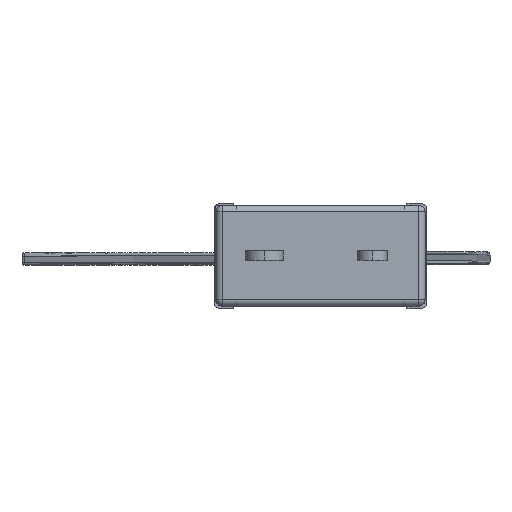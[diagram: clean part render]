
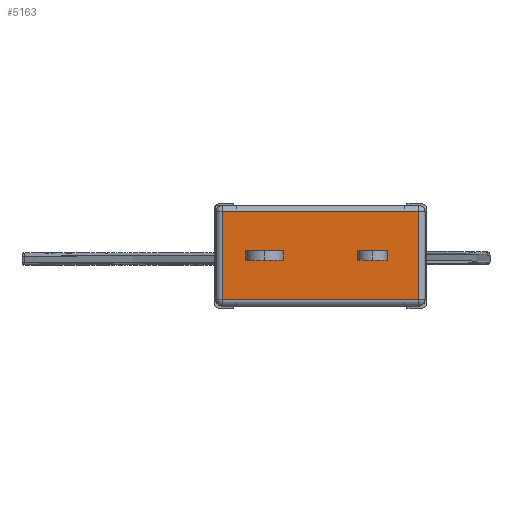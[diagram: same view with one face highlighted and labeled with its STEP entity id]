
A CAD part, top view. The second image highlights one B-rep face of the part: STEP entity #5163.
In plain terms, the highlighted planar face has unit normal (0, 0, 1).
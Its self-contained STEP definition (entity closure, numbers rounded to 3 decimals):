
#86 = ORIENTED_EDGE ( 'NONE', *, *, #4077, .F. ) ;
#166 = FACE_OUTER_BOUND ( 'NONE', #5211, .T. ) ;
#383 = CARTESIAN_POINT ( 'NONE',  ( -2.955, 4.41, 9.5 ) ) ;
#398 = DIRECTION ( 'NONE',  ( -1., 0., 0. ) ) ;
#411 = ORIENTED_EDGE ( 'NONE', *, *, #3996, .T. ) ;
#470 = LINE ( 'NONE', #4019, #2809 ) ;
#619 = ORIENTED_EDGE ( 'NONE', *, *, #5700, .F. ) ;
#831 = ORIENTED_EDGE ( 'NONE', *, *, #2845, .T. ) ;
#876 = VECTOR ( 'NONE', #10336, 1000. ) ;
#925 = EDGE_LOOP ( 'NONE', ( #619, #7170, #5681, #9899 ) ) ;
#942 = EDGE_CURVE ( 'NONE', #9751, #6013, #3103, .T. ) ;
#976 = LINE ( 'NONE', #2597, #7569 ) ;
#1048 = DIRECTION ( 'NONE',  ( 0., -1., 0. ) ) ;
#1138 = ORIENTED_EDGE ( 'NONE', *, *, #5527, .F. ) ;
#1335 = CARTESIAN_POINT ( 'NONE',  ( -8.375, 7.55, 9.5 ) ) ;
#1381 = VERTEX_POINT ( 'NONE', #5981 ) ;
#1818 = VECTOR ( 'NONE', #8407, 1000. ) ;
#1850 = CARTESIAN_POINT ( 'NONE',  ( -7.875, 8.05, 9.5 ) ) ;
#1958 = VERTEX_POINT ( 'NONE', #7914 ) ;
#2030 = CARTESIAN_POINT ( 'NONE',  ( -2.955, 3.64, 9.5 ) ) ;
#2051 = CARTESIAN_POINT ( 'NONE',  ( -8.375, 0.5, 9.5 ) ) ;
#2158 = VERTEX_POINT ( 'NONE', #3655 ) ;
#2227 = LINE ( 'NONE', #9280, #1818 ) ;
#2326 = VECTOR ( 'NONE', #5801, 1000. ) ;
#2597 = CARTESIAN_POINT ( 'NONE',  ( -6.005, 4.41, 9.5 ) ) ;
#2619 = VECTOR ( 'NONE', #8074, 1000. ) ;
#2627 = DIRECTION ( 'NONE',  ( -1., 0., 0. ) ) ;
#2733 = DIRECTION ( 'NONE',  ( -1., 0., 0. ) ) ;
#2809 = VECTOR ( 'NONE', #9789, 1000. ) ;
#2845 = EDGE_CURVE ( 'NONE', #1958, #5074, #8675, .T. ) ;
#3098 = VERTEX_POINT ( 'NONE', #5766 ) ;
#3103 = LINE ( 'NONE', #1335, #2326 ) ;
#3145 = VECTOR ( 'NONE', #4281, 1000. ) ;
#3344 = AXIS2_PLACEMENT_3D ( 'NONE', #4221, #4369, #2733 ) ;
#3474 = VERTEX_POINT ( 'NONE', #7334 ) ;
#3655 = CARTESIAN_POINT ( 'NONE',  ( -6.005, 3.64, 9.5 ) ) ;
#3885 = EDGE_CURVE ( 'NONE', #2158, #6803, #470, .T. ) ;
#3983 = CARTESIAN_POINT ( 'NONE',  ( 5.349, 4.41, 9.5 ) ) ;
#3996 = EDGE_CURVE ( 'NONE', #5074, #9751, #10451, .T. ) ;
#4019 = CARTESIAN_POINT ( 'NONE',  ( -6.005, 3.64, 9.5 ) ) ;
#4077 = EDGE_CURVE ( 'NONE', #3098, #2158, #976, .T. ) ;
#4177 = CARTESIAN_POINT ( 'NONE',  ( 2.999, 4.41, 9.5 ) ) ;
#4221 = CARTESIAN_POINT ( 'NONE',  ( -8.375, 8.05, 9.5 ) ) ;
#4267 = CARTESIAN_POINT ( 'NONE',  ( 5.349, 4.41, 9.5 ) ) ;
#4281 = DIRECTION ( 'NONE',  ( 0., -1., 0. ) ) ;
#4363 = CARTESIAN_POINT ( 'NONE',  ( 2.999, 4.41, 9.5 ) ) ;
#4369 = DIRECTION ( 'NONE',  ( 0., 0., -1. ) ) ;
#4441 = ORIENTED_EDGE ( 'NONE', *, *, #942, .T. ) ;
#4628 = VERTEX_POINT ( 'NONE', #4267 ) ;
#4928 = VERTEX_POINT ( 'NONE', #383 ) ;
#5035 = CARTESIAN_POINT ( 'NONE',  ( 2.999, 3.64, 9.5 ) ) ;
#5074 = VERTEX_POINT ( 'NONE', #8986 ) ;
#5122 = PLANE ( 'NONE',  #3344 ) ;
#5163 = ADVANCED_FACE ( 'NONE', ( #6533, #166, #8088 ), #5122, .F. ) ;
#5211 = EDGE_LOOP ( 'NONE', ( #831, #411, #4441, #9782 ) ) ;
#5354 = LINE ( 'NONE', #1850, #3145 ) ;
#5527 = EDGE_CURVE ( 'NONE', #4928, #3098, #6127, .T. ) ;
#5585 = VECTOR ( 'NONE', #2627, 1000. ) ;
#5624 = DIRECTION ( 'NONE',  ( 1., 0., 0. ) ) ;
#5681 = ORIENTED_EDGE ( 'NONE', *, *, #6889, .F. ) ;
#5686 = EDGE_CURVE ( 'NONE', #6013, #1958, #5354, .T. ) ;
#5698 = CARTESIAN_POINT ( 'NONE',  ( 7.875, 8.05, 9.5 ) ) ;
#5700 = EDGE_CURVE ( 'NONE', #1381, #8449, #7302, .T. ) ;
#5766 = CARTESIAN_POINT ( 'NONE',  ( -6.005, 4.41, 9.5 ) ) ;
#5794 = DIRECTION ( 'NONE',  ( 0., 1., 0. ) ) ;
#5801 = DIRECTION ( 'NONE',  ( -1., 0., 0. ) ) ;
#5873 = EDGE_LOOP ( 'NONE', ( #86, #1138, #9759, #8836 ) ) ;
#5981 = CARTESIAN_POINT ( 'NONE',  ( 2.999, 4.41, 9.5 ) ) ;
#6013 = VERTEX_POINT ( 'NONE', #9074 ) ;
#6127 = LINE ( 'NONE', #10335, #8073 ) ;
#6252 = LINE ( 'NONE', #6415, #6902 ) ;
#6415 = CARTESIAN_POINT ( 'NONE',  ( 2.999, 3.64, 9.5 ) ) ;
#6533 = FACE_BOUND ( 'NONE', #5873, .T. ) ;
#6769 = LINE ( 'NONE', #3983, #2619 ) ;
#6803 = VERTEX_POINT ( 'NONE', #2030 ) ;
#6830 = VECTOR ( 'NONE', #5794, 1000. ) ;
#6889 = EDGE_CURVE ( 'NONE', #3474, #4628, #6769, .T. ) ;
#6902 = VECTOR ( 'NONE', #5624, 1000. ) ;
#6949 = EDGE_CURVE ( 'NONE', #8449, #3474, #6252, .T. ) ;
#7170 = ORIENTED_EDGE ( 'NONE', *, *, #10729, .F. ) ;
#7302 = LINE ( 'NONE', #4363, #7828 ) ;
#7334 = CARTESIAN_POINT ( 'NONE',  ( 5.349, 3.64, 9.5 ) ) ;
#7569 = VECTOR ( 'NONE', #8393, 1000. ) ;
#7678 = CARTESIAN_POINT ( 'NONE',  ( 7.875, 7.55, 9.5 ) ) ;
#7828 = VECTOR ( 'NONE', #1048, 1000. ) ;
#7914 = CARTESIAN_POINT ( 'NONE',  ( -7.875, 0.5, 9.5 ) ) ;
#8073 = VECTOR ( 'NONE', #398, 1000. ) ;
#8074 = DIRECTION ( 'NONE',  ( 0., 1., 0. ) ) ;
#8088 = FACE_BOUND ( 'NONE', #925, .T. ) ;
#8393 = DIRECTION ( 'NONE',  ( 0., -1., 0. ) ) ;
#8407 = DIRECTION ( 'NONE',  ( 0., 1., 0. ) ) ;
#8449 = VERTEX_POINT ( 'NONE', #5035 ) ;
#8675 = LINE ( 'NONE', #2051, #876 ) ;
#8836 = ORIENTED_EDGE ( 'NONE', *, *, #3885, .F. ) ;
#8986 = CARTESIAN_POINT ( 'NONE',  ( 7.875, 0.5, 9.5 ) ) ;
#9074 = CARTESIAN_POINT ( 'NONE',  ( -7.875, 7.55, 9.5 ) ) ;
#9280 = CARTESIAN_POINT ( 'NONE',  ( -2.955, 4.41, 9.5 ) ) ;
#9719 = EDGE_CURVE ( 'NONE', #6803, #4928, #2227, .T. ) ;
#9726 = LINE ( 'NONE', #4177, #5585 ) ;
#9751 = VERTEX_POINT ( 'NONE', #7678 ) ;
#9759 = ORIENTED_EDGE ( 'NONE', *, *, #9719, .F. ) ;
#9782 = ORIENTED_EDGE ( 'NONE', *, *, #5686, .T. ) ;
#9789 = DIRECTION ( 'NONE',  ( 1., 0., 0. ) ) ;
#9899 = ORIENTED_EDGE ( 'NONE', *, *, #6949, .F. ) ;
#10335 = CARTESIAN_POINT ( 'NONE',  ( -6.005, 4.41, 9.5 ) ) ;
#10336 = DIRECTION ( 'NONE',  ( 1., 0., 0. ) ) ;
#10451 = LINE ( 'NONE', #5698, #6830 ) ;
#10729 = EDGE_CURVE ( 'NONE', #4628, #1381, #9726, .T. ) ;
